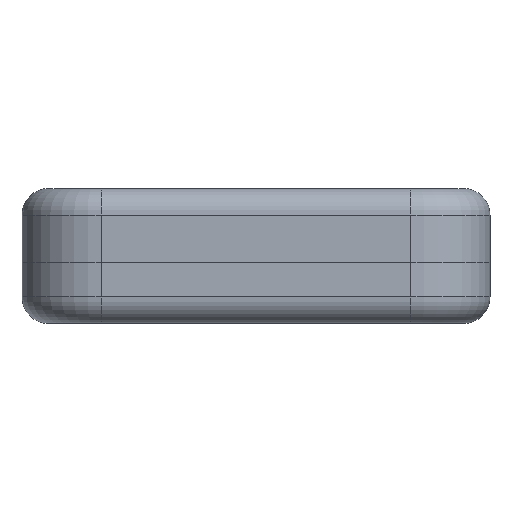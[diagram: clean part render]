
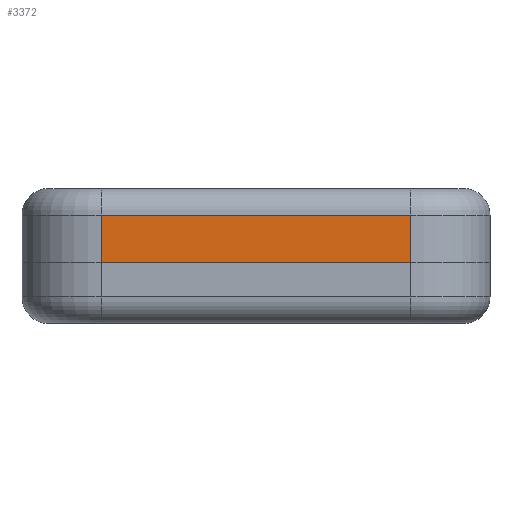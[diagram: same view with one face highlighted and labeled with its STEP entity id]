
A CAD part, front view. The second image highlights one B-rep face of the part: STEP entity #3372.
In plain terms, the highlighted face is planar.
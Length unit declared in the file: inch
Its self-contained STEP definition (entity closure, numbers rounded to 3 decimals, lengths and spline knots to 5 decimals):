
#32 = LINE ( 'NONE', #2628, #556 ) ;
#552 = CARTESIAN_POINT ( 'NONE',  ( 0.885, -0.585, 0.467 ) ) ;
#556 = VECTOR ( 'NONE', #7727, 39.37008 ) ;
#595 = EDGE_CURVE ( 'NONE', #1777, #8856, #1115, .T. ) ;
#1115 = LINE ( 'NONE', #5123, #5165 ) ;
#1151 = LINE ( 'NONE', #7861, #7167 ) ;
#1336 = CARTESIAN_POINT ( 'NONE',  ( 0.885, 0.585, 0.28 ) ) ;
#1532 = EDGE_CURVE ( 'NONE', #3989, #9700, #4637, .T. ) ;
#1756 = EDGE_LOOP ( 'NONE', ( #5540, #8308, #6478, #9538 ) ) ;
#1777 = VERTEX_POINT ( 'NONE', #9823 ) ;
#1825 = VECTOR ( 'NONE', #7884, 39.37008 ) ;
#2628 = CARTESIAN_POINT ( 'NONE',  ( 0.885, 0.585, 0.467 ) ) ;
#2829 = DIRECTION ( 'NONE',  ( 0., 1., 0. ) ) ;
#3372 = ADVANCED_FACE ( 'NONE', ( #7383 ), #4730, .F. ) ;
#3539 = EDGE_CURVE ( 'NONE', #3989, #1777, #1151, .T. ) ;
#3989 = VERTEX_POINT ( 'NONE', #10436 ) ;
#4637 = LINE ( 'NONE', #1336, #1825 ) ;
#4730 = PLANE ( 'NONE',  #8415 ) ;
#5123 = CARTESIAN_POINT ( 'NONE',  ( 0.885, -0.585, 0.1 ) ) ;
#5165 = VECTOR ( 'NONE', #2829, 39.37008 ) ;
#5540 = ORIENTED_EDGE ( 'NONE', *, *, #3539, .T. ) ;
#5602 = CARTESIAN_POINT ( 'NONE',  ( 0.885, 0.585, 0.28 ) ) ;
#6003 = EDGE_CURVE ( 'NONE', #9700, #8856, #32, .T. ) ;
#6478 = ORIENTED_EDGE ( 'NONE', *, *, #6003, .F. ) ;
#6976 = DIRECTION ( 'NONE',  ( 0., 0., -1. ) ) ;
#7167 = VECTOR ( 'NONE', #6976, 39.37008 ) ;
#7328 = DIRECTION ( 'NONE',  ( 0., -1., 0. ) ) ;
#7383 = FACE_OUTER_BOUND ( 'NONE', #1756, .T. ) ;
#7727 = DIRECTION ( 'NONE',  ( 0., 0., -1. ) ) ;
#7861 = CARTESIAN_POINT ( 'NONE',  ( 0.885, -0.585, 0.467 ) ) ;
#7884 = DIRECTION ( 'NONE',  ( 0., 1., 0. ) ) ;
#8308 = ORIENTED_EDGE ( 'NONE', *, *, #595, .T. ) ;
#8415 = AXIS2_PLACEMENT_3D ( 'NONE', #552, #9918, #7328 ) ;
#8856 = VERTEX_POINT ( 'NONE', #10705 ) ;
#9538 = ORIENTED_EDGE ( 'NONE', *, *, #1532, .F. ) ;
#9700 = VERTEX_POINT ( 'NONE', #5602 ) ;
#9823 = CARTESIAN_POINT ( 'NONE',  ( 0.885, -0.585, 0.1 ) ) ;
#9918 = DIRECTION ( 'NONE',  ( -1., 0., 0. ) ) ;
#10436 = CARTESIAN_POINT ( 'NONE',  ( 0.885, -0.585, 0.28 ) ) ;
#10705 = CARTESIAN_POINT ( 'NONE',  ( 0.885, 0.585, 0.1 ) ) ;
